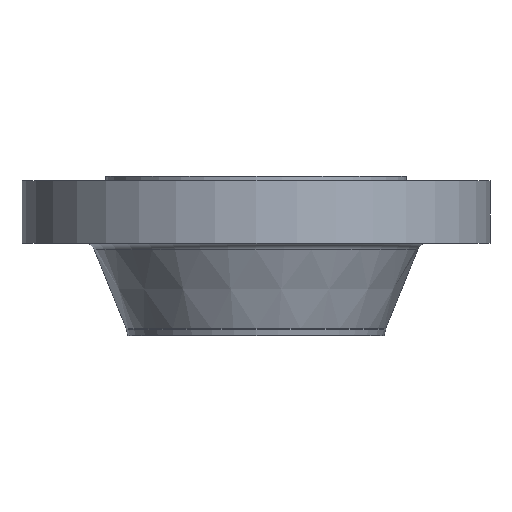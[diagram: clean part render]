
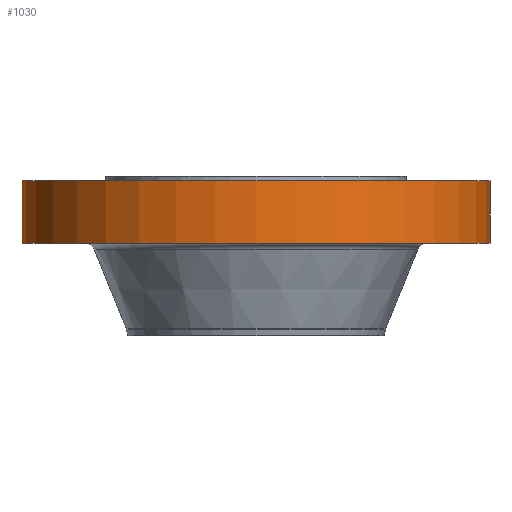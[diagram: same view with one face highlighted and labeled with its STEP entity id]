
A CAD part, front view. The second image highlights one B-rep face of the part: STEP entity #1030.
In plain terms, the highlighted cylindrical face has radius 320.675 mm (diameter 641.35 mm), a partial arc.
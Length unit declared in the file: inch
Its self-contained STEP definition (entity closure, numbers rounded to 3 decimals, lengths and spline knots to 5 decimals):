
#68 = CARTESIAN_POINT ( 'NONE',  ( 0., 0., -0.25 ) ) ;
#90 = DIRECTION ( 'NONE',  ( 0., 0., 1. ) ) ;
#98 = DIRECTION ( 'NONE',  ( 0., 0., 1. ) ) ;
#132 = VERTEX_POINT ( 'NONE', #1016 ) ;
#289 = CARTESIAN_POINT ( 'NONE',  ( 0., 0., -3.625 ) ) ;
#307 = DIRECTION ( 'NONE',  ( 0., 0., 1. ) ) ;
#371 = ORIENTED_EDGE ( 'NONE', *, *, #1902, .F. ) ;
#398 = CYLINDRICAL_SURFACE ( 'NONE', #650, 12.625 ) ;
#465 = EDGE_CURVE ( 'NONE', #132, #771, #543, .T. ) ;
#543 = LINE ( 'NONE', #1168, #1664 ) ;
#552 = AXIS2_PLACEMENT_3D ( 'NONE', #68, #687, #698 ) ;
#650 = AXIS2_PLACEMENT_3D ( 'NONE', #672, #827, #1011 ) ;
#656 = CARTESIAN_POINT ( 'NONE',  ( -12.625, 0., -3.625 ) ) ;
#672 = CARTESIAN_POINT ( 'NONE',  ( 0., 0., 0. ) ) ;
#687 = DIRECTION ( 'NONE',  ( 0., 0., 1. ) ) ;
#698 = DIRECTION ( 'NONE',  ( 1., 0., 0. ) ) ;
#771 = VERTEX_POINT ( 'NONE', #1305 ) ;
#785 = EDGE_CURVE ( 'NONE', #1517, #771, #875, .T. ) ;
#806 = CIRCLE ( 'NONE', #1160, 12.625 ) ;
#827 = DIRECTION ( 'NONE',  ( 0., 0., 1. ) ) ;
#844 = EDGE_CURVE ( 'NONE', #924, #132, #806, .T. ) ;
#875 = CIRCLE ( 'NONE', #552, 12.625 ) ;
#881 = EDGE_LOOP ( 'NONE', ( #371, #1823, #893, #945 ) ) ;
#893 = ORIENTED_EDGE ( 'NONE', *, *, #465, .T. ) ;
#924 = VERTEX_POINT ( 'NONE', #656 ) ;
#945 = ORIENTED_EDGE ( 'NONE', *, *, #785, .F. ) ;
#975 = VECTOR ( 'NONE', #307, 39.37008 ) ;
#1011 = DIRECTION ( 'NONE',  ( 1., 0., 0. ) ) ;
#1014 = CARTESIAN_POINT ( 'NONE',  ( -12.625, 0., -0.25 ) ) ;
#1016 = CARTESIAN_POINT ( 'NONE',  ( 12.625, 0., -3.625 ) ) ;
#1030 = ADVANCED_FACE ( 'NONE', ( #1947 ), #398, .T. ) ;
#1036 = DIRECTION ( 'NONE',  ( 1., 0., 0. ) ) ;
#1077 = CARTESIAN_POINT ( 'NONE',  ( -12.625, 0., 0. ) ) ;
#1160 = AXIS2_PLACEMENT_3D ( 'NONE', #289, #98, #1036 ) ;
#1168 = CARTESIAN_POINT ( 'NONE',  ( 12.625, 0., 0. ) ) ;
#1305 = CARTESIAN_POINT ( 'NONE',  ( 12.625, 0., -0.25 ) ) ;
#1403 = LINE ( 'NONE', #1077, #975 ) ;
#1517 = VERTEX_POINT ( 'NONE', #1014 ) ;
#1664 = VECTOR ( 'NONE', #90, 39.37008 ) ;
#1823 = ORIENTED_EDGE ( 'NONE', *, *, #844, .T. ) ;
#1902 = EDGE_CURVE ( 'NONE', #924, #1517, #1403, .T. ) ;
#1947 = FACE_OUTER_BOUND ( 'NONE', #881, .T. ) ;
